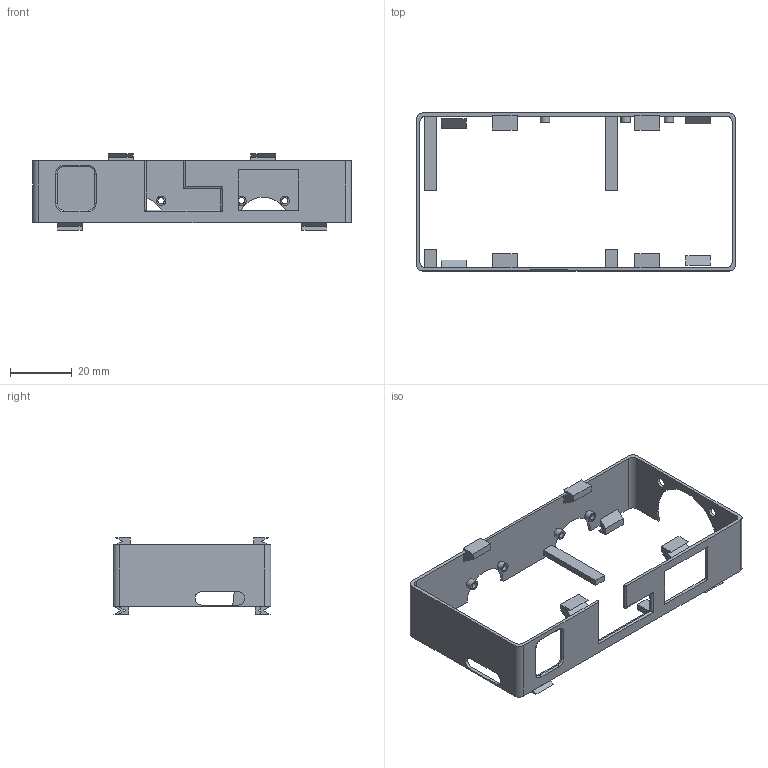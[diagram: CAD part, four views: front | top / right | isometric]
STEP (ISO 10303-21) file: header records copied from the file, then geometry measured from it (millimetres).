
FILE_DESCRIPTION(('FreeCAD Model'),'2;1');
FILE_NAME('Open CASCADE Shape Model','2025-06-16T02:43:58',(''),(''), 'Open CASCADE STEP processor 7.8','FreeCAD','Unknown');
FILE_SCHEMA(('AUTOMOTIVE_DESIGN { 1 0 10303 214 1 1 1 1 }'));
Length unit declared in the file: millimetre
Products named in the file (1): BodyRadxa
Bounding box: 103 x 51 x 24.75 mm (x, y, z)
Volume: 5957.6 mm3; surface area: 12044 mm2
Topology: 3 solids, 3 shells, 155 faces, 424 edges, 279 vertices
Faces by surface type: plane 111, cylinder 38, torus 6
Full cylindrical faces by diameter (mm): 2 x4, 3 x4, 3.2 x2
Entity records: 4989 total; most frequent: CARTESIAN_POINT 901, ORIENTED_EDGE 848, DIRECTION 819, EDGE_CURVE 424, LINE 337, VECTOR 337, VERTEX_POINT 279, AXIS2_PLACEMENT_3D 241
